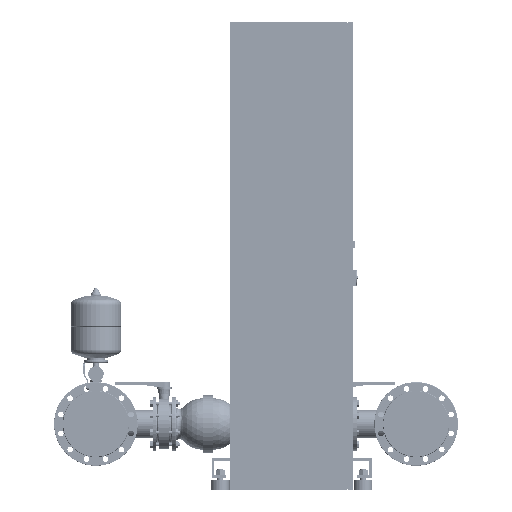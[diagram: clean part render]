
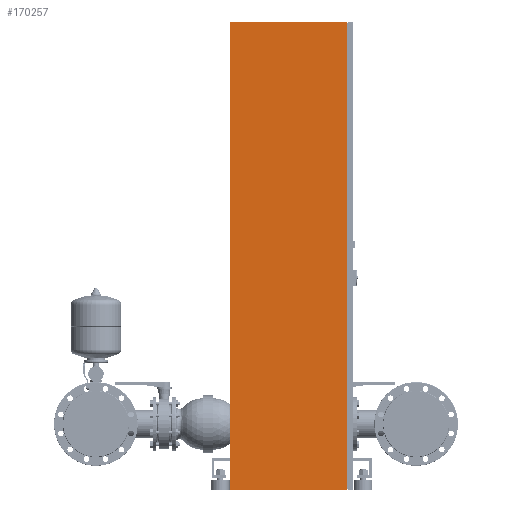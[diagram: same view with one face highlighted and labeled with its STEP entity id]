
A CAD part, left-side view. The second image highlights one B-rep face of the part: STEP entity #170257.
In plain terms, the highlighted planar face has unit normal (-1, 0, 0).
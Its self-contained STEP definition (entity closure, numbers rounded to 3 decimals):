
#170218=CARTESIAN_POINT('',(-750.0,250.0,0.0));
#170219=DIRECTION('',(-1.0,0.0,0.0));
#170220=DIRECTION('',(0.0,-1.0,0.0));
#170221=AXIS2_PLACEMENT_3D('',#170218,#170219,#170220);
#170222=PLANE('',#170221);
#170223=CARTESIAN_POINT('',(-750.0,-225.0,0.));
#170224=VERTEX_POINT('',#170223);
#170225=CARTESIAN_POINT('',(-750.,-225.,1900.0));
#170226=VERTEX_POINT('',#170225);
#170227=CARTESIAN_POINT('',(-750.0,-225.0,0.));
#170228=DIRECTION('',(0.0,0.0,1.0));
#170229=VECTOR('',#170228,1900.0);
#170230=LINE('',#170227,#170229);
#170231=EDGE_CURVE('',#170224,#170226,#170230,.T.);
#170232=ORIENTED_EDGE('',*,*,#170231,.T.);
#170233=CARTESIAN_POINT('',(-750.,250.,1900.0));
#170234=VERTEX_POINT('',#170233);
#170235=CARTESIAN_POINT('',(-750.,250.,1900.0));
#170236=DIRECTION('',(0.0,-1.0,0.0));
#170237=VECTOR('',#170236,475.0);
#170238=LINE('',#170235,#170237);
#170239=EDGE_CURVE('',#170234,#170226,#170238,.T.);
#170240=ORIENTED_EDGE('',*,*,#170239,.F.);
#170241=CARTESIAN_POINT('',(-750.0,250.0,0.0));
#170242=VERTEX_POINT('',#170241);
#170243=CARTESIAN_POINT('',(-750.,250.,1900.0));
#170244=DIRECTION('',(0.0,0.0,-1.0));
#170245=VECTOR('',#170244,1900.0);
#170246=LINE('',#170243,#170245);
#170247=EDGE_CURVE('',#170234,#170242,#170246,.T.);
#170248=ORIENTED_EDGE('',*,*,#170247,.T.);
#170249=CARTESIAN_POINT('',(-750.0,250.0,0.0));
#170250=DIRECTION('',(0.0,-1.0,0.0));
#170251=VECTOR('',#170250,475.0);
#170252=LINE('',#170249,#170251);
#170253=EDGE_CURVE('',#170242,#170224,#170252,.T.);
#170254=ORIENTED_EDGE('',*,*,#170253,.T.);
#170255=EDGE_LOOP('',(#170232,#170240,#170248,#170254));
#170256=FACE_OUTER_BOUND('',#170255,.T.);
#170257=ADVANCED_FACE('',(#170256),#170222,.T.);
